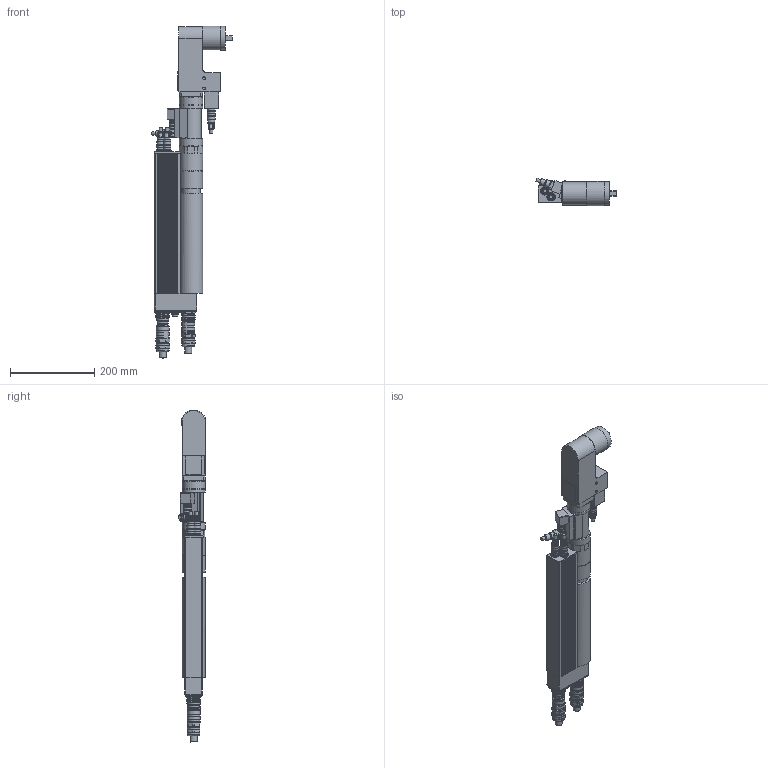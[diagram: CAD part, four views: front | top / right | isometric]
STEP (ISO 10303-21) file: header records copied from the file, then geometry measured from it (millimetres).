
FILE_DESCRIPTION((''),'2;1');
FILE_NAME('947526A7.stp','2011-03-25T14:21:07',('e4c32'),(''),'Autodesk Inventor 11','Autodesk Inventor 11','');
FILE_SCHEMA(('AUTOMOTIVE_DESIGN { 1 0 10303 214 1 1 1 1 }'));
Length unit declared in the file: millimetre
Products named in the file (8): 947526A7_IAM_001; 2WKXB_IPT_001; 2KXB_IPT_001; 2BTS-2BXA_IPT_001.ipt_Motor und Getriebe; 961089-002_IPT_001; 961104-005_IPT_002.ipt_Stecker gerade; 961104-005_IPT_001.ipt_Stecker gerade; 961089-002_IPT_002.ipt_Stecker gerade
Assembly tree (9 placements, depth 2):
  947526A7_IAM_001
    2WKXB_IPT_001
    2KXB_IPT_001
    2BTS-2BXA_IPT_001.ipt_Motor und Getriebe
    961089-002_IPT_001
    961104-005_IPT_002.ipt_Stecker gerade
    961104-005_IPT_001.ipt_Stecker gerade
    961089-002_IPT_002.ipt_Stecker gerade  x3
Bounding box: 190.87 x 65.86 x 788.4 mm (x, y, z)
Volume: 3124174.3 mm3; surface area: 317440.9 mm2
Topology: 9 solids, 9 shells, 1113 faces, 2643 edges, 1646 vertices
Faces by surface type: plane 782, cylinder 243, cone 42, torus 24, bspline 22
Full cylindrical faces by diameter (mm): 5.5 x4, 6.647 x2, 8 x4, 12 x1, 13 x1, 13.4 x3, 13.5 x1, 14 x16, 14.2 x3, 15.5 x1, 16 x11, 16.5 x3, 17 x1, 17.5 x1, 17.587 x6, 18 x7, 18.7 x6, 19.5 x3, 20 x8, 22 x1, 22.5 x2, 24 x1, 25 x1, 25.5 x1, 26.4 x1, 27.047 x1, 28 x2, 28.5 x1, 29 x1, 29.4 x3
Entity records: 30331 total; most frequent: CARTESIAN_POINT 7125, ORIENTED_EDGE 4668, DIRECTION 4636, EDGE_CURVE 2334, VECTOR 1574, LINE 1574, VERTEX_POINT 1541, AXIS2_PLACEMENT_3D 1531
